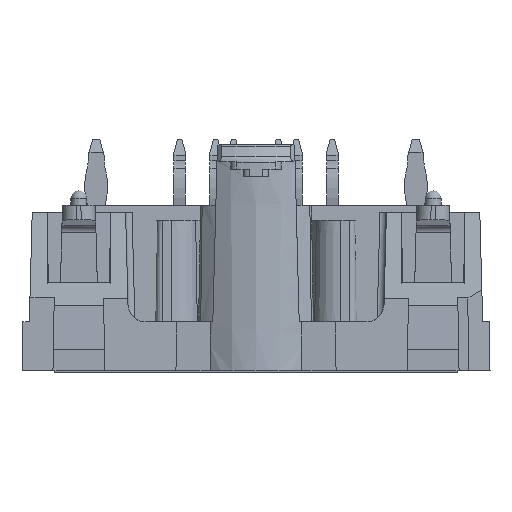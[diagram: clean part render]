
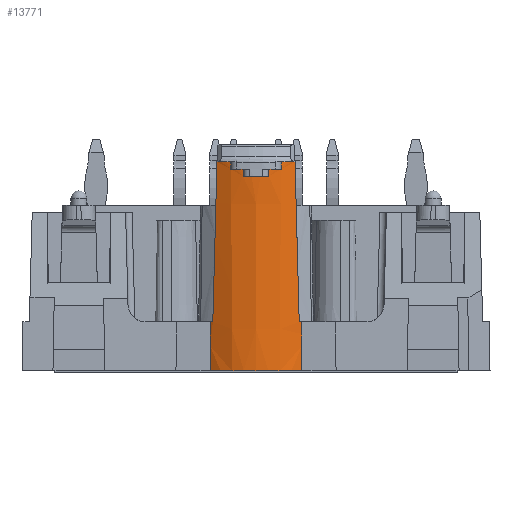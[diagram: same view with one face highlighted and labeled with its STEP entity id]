
A CAD part, left-side view. The second image highlights one B-rep face of the part: STEP entity #13771.
In plain terms, the highlighted conical face has half-angle 0.516 degrees and reference radius 5.5 mm.
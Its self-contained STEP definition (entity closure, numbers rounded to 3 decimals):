
#47=CONICAL_SURFACE('',#14964,5.5,0.009);
#116=ELLIPSE('',#14053,283.039,6.957);
#194=ELLIPSE('',#14852,248.172,3.71);
#195=ELLIPSE('',#14854,248.172,3.71);
#227=ELLIPSE('',#14967,283.039,6.957);
#523=CIRCLE('',#14039,5.6);
#531=CIRCLE('',#14056,5.595);
#534=CIRCLE('',#14061,5.591);
#812=CIRCLE('',#14965,5.469);
#813=CIRCLE('',#14966,5.5);
#814=CIRCLE('',#14968,5.595);
#815=CIRCLE('',#14969,5.6);
#816=CIRCLE('',#14970,5.5);
#3769=ORIENTED_EDGE('',*,*,#6640,.T.);
#3770=ORIENTED_EDGE('',*,*,#6517,.F.);
#3771=ORIENTED_EDGE('',*,*,#6641,.T.);
#3772=ORIENTED_EDGE('',*,*,#6642,.T.);
#3773=ORIENTED_EDGE('',*,*,#5025,.T.);
#3774=ORIENTED_EDGE('',*,*,#6643,.T.);
#3775=ORIENTED_EDGE('',*,*,#6644,.T.);
#3776=ORIENTED_EDGE('',*,*,#6645,.T.);
#3777=ORIENTED_EDGE('',*,*,#5062,.T.);
#3778=ORIENTED_EDGE('',*,*,#5059,.T.);
#3779=ORIENTED_EDGE('',*,*,#5056,.T.);
#3780=ORIENTED_EDGE('',*,*,#5054,.T.);
#3781=ORIENTED_EDGE('',*,*,#6646,.T.);
#3782=ORIENTED_EDGE('',*,*,#5050,.T.);
#3783=ORIENTED_EDGE('',*,*,#6647,.T.);
#3784=ORIENTED_EDGE('',*,*,#6519,.F.);
#5025=EDGE_CURVE('',#7030,#7029,#523,.T.);
#5050=EDGE_CURVE('',#7054,#7053,#116,.T.);
#5054=EDGE_CURVE('',#7057,#7056,#8336,.T.);
#5056=EDGE_CURVE('',#7058,#7057,#531,.T.);
#5059=EDGE_CURVE('',#7059,#7058,#8339,.T.);
#5062=EDGE_CURVE('',#7060,#7059,#534,.T.);
#6517=EDGE_CURVE('',#8075,#8074,#194,.T.);
#6519=EDGE_CURVE('',#8076,#8077,#195,.T.);
#6640=EDGE_CURVE('',#8076,#8074,#812,.T.);
#6641=EDGE_CURVE('',#8075,#8143,#813,.T.);
#6642=EDGE_CURVE('',#8143,#7030,#227,.T.);
#6643=EDGE_CURVE('',#7029,#8144,#9512,.T.);
#6644=EDGE_CURVE('',#8144,#8145,#814,.T.);
#6645=EDGE_CURVE('',#8145,#7060,#9513,.T.);
#6646=EDGE_CURVE('',#7056,#7054,#815,.T.);
#6647=EDGE_CURVE('',#7053,#8077,#816,.T.);
#7029=VERTEX_POINT('',#19485);
#7030=VERTEX_POINT('',#19487);
#7053=VERTEX_POINT('',#19595);
#7054=VERTEX_POINT('',#19597);
#7056=VERTEX_POINT('',#19606);
#7057=VERTEX_POINT('',#19608);
#7058=VERTEX_POINT('',#19612);
#7059=VERTEX_POINT('',#19617);
#7060=VERTEX_POINT('',#19622);
#8074=VERTEX_POINT('',#22749);
#8075=VERTEX_POINT('',#22751);
#8076=VERTEX_POINT('',#22755);
#8077=VERTEX_POINT('',#22757);
#8143=VERTEX_POINT('',#23010);
#8144=VERTEX_POINT('',#23013);
#8145=VERTEX_POINT('',#23015);
#8336=LINE('',#19607,#9800);
#8339=LINE('',#19616,#9803);
#9512=LINE('',#23012,#10976);
#9513=LINE('',#23016,#10977);
#9800=VECTOR('',#15476,1000.);
#9803=VECTOR('',#15487,1000.);
#10976=VECTOR('',#18478,1000.);
#10977=VECTOR('',#18481,1000.);
#11758=EDGE_LOOP('',(#3769,#3770,#3771,#3772,#3773,#3774,#3775,#3776,#3777,
#3778,#3779,#3780,#3781,#3782,#3783,#3784));
#12532=FACE_BOUND('',#11758,.T.);
#13771=ADVANCED_FACE('',(#12532),#47,.T.);
#14039=AXIS2_PLACEMENT_3D('',#19486,#15434,#15435);
#14053=AXIS2_PLACEMENT_3D('',#19596,#15470,#15471);
#14056=AXIS2_PLACEMENT_3D('',#19611,#15480,#15481);
#14061=AXIS2_PLACEMENT_3D('',#19621,#15493,#15494);
#14852=AXIS2_PLACEMENT_3D('',#22752,#18189,#18190);
#14854=AXIS2_PLACEMENT_3D('',#22756,#18194,#18195);
#14964=AXIS2_PLACEMENT_3D('',#23007,#18470,#18471);
#14965=AXIS2_PLACEMENT_3D('',#23008,#18472,#18473);
#14966=AXIS2_PLACEMENT_3D('',#23009,#18474,#18475);
#14967=AXIS2_PLACEMENT_3D('',#23011,#18476,#18477);
#14968=AXIS2_PLACEMENT_3D('',#23014,#18479,#18480);
#14969=AXIS2_PLACEMENT_3D('',#23017,#18482,#18483);
#14970=AXIS2_PLACEMENT_3D('',#23018,#18484,#18485);
#15434=DIRECTION('',(0.,0.,-1.));
#15435=DIRECTION('',(-1.,0.,0.));
#15470=DIRECTION('',(0.,-1.,-0.026));
#15471=DIRECTION('',(0.,-0.026,1.));
#15476=DIRECTION('',(-0.009,0.,1.));
#15480=DIRECTION('',(0.,0.,-1.));
#15481=DIRECTION('',(-1.,0.,0.));
#15487=DIRECTION('',(-0.009,0.,1.));
#15493=DIRECTION('',(0.,0.,-1.));
#15494=DIRECTION('',(-1.,0.,0.));
#18189=DIRECTION('',(1.,0.,0.017));
#18190=DIRECTION('',(-0.017,0.,1.));
#18194=DIRECTION('',(1.,0.,0.017));
#18195=DIRECTION('',(-0.017,0.,1.));
#18470=DIRECTION('',(0.,0.,1.));
#18471=DIRECTION('',(-1.,0.,0.));
#18472=DIRECTION('',(0.,0.,1.));
#18473=DIRECTION('',(1.,0.,0.));
#18474=DIRECTION('',(0.,0.,-1.));
#18475=DIRECTION('',(-1.,0.,0.));
#18476=DIRECTION('',(0.,1.,-0.026));
#18477=DIRECTION('',(0.,0.026,1.));
#18478=DIRECTION('',(0.009,0.,-1.));
#18479=DIRECTION('',(0.,0.,-1.));
#18480=DIRECTION('',(-1.,0.,0.));
#18481=DIRECTION('',(0.009,0.,-1.));
#18482=DIRECTION('',(0.,0.,-1.));
#18483=DIRECTION('',(-1.,0.,0.));
#18484=DIRECTION('',(0.,0.,-1.));
#18485=DIRECTION('',(-1.,0.,0.));
#19485=CARTESIAN_POINT('',(-32.82,-1.75,14.5));
#19486=CARTESIAN_POINT('',(-27.5,0.,14.5));
#19487=CARTESIAN_POINT('',(-32.401,-2.709,14.5));
#19595=CARTESIAN_POINT('',(-32.11,3.,3.4));
#19596=CARTESIAN_POINT('',(-27.5,-2.549,215.309));
#19597=CARTESIAN_POINT('',(-32.401,2.709,14.5));
#19606=CARTESIAN_POINT('',(-32.82,1.75,14.5));
#19607=CARTESIAN_POINT('',(-32.817,1.75,14.25));
#19608=CARTESIAN_POINT('',(-32.815,1.75,14.));
#19611=CARTESIAN_POINT('',(-27.5,0.,14.));
#19612=CARTESIAN_POINT('',(-33.023,0.9,14.));
#19616=CARTESIAN_POINT('',(-33.02,0.9,13.75));
#19617=CARTESIAN_POINT('',(-33.018,0.9,13.5));
#19621=CARTESIAN_POINT('',(-27.5,0.,13.5));
#19622=CARTESIAN_POINT('',(-33.018,-0.9,13.5));
#22749=CARTESIAN_POINT('',(-31.941,-3.193,0.));
#22751=CARTESIAN_POINT('',(-32.,-3.162,3.4));
#22752=CARTESIAN_POINT('',(-29.735,0.,-126.336));
#22755=CARTESIAN_POINT('',(-31.941,3.193,0.));
#22756=CARTESIAN_POINT('',(-29.735,0.,-126.336));
#22757=CARTESIAN_POINT('',(-32.,3.162,3.4));
#23007=CARTESIAN_POINT('',(-27.5,0.,3.4));
#23008=CARTESIAN_POINT('',(-27.5,0.,0.));
#23009=CARTESIAN_POINT('',(-27.5,0.,3.4));
#23010=CARTESIAN_POINT('',(-32.11,-3.,3.4));
#23011=CARTESIAN_POINT('',(-27.5,2.549,215.309));
#23012=CARTESIAN_POINT('',(-32.817,-1.75,14.25));
#23013=CARTESIAN_POINT('',(-32.815,-1.75,14.));
#23014=CARTESIAN_POINT('',(-27.5,0.,14.));
#23015=CARTESIAN_POINT('',(-33.023,-0.9,14.));
#23016=CARTESIAN_POINT('',(-33.02,-0.9,13.75));
#23017=CARTESIAN_POINT('',(-27.5,0.,14.5));
#23018=CARTESIAN_POINT('',(-27.5,0.,3.4));
